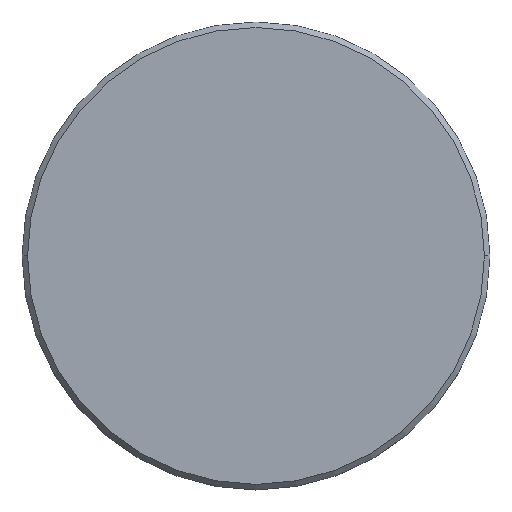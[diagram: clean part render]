
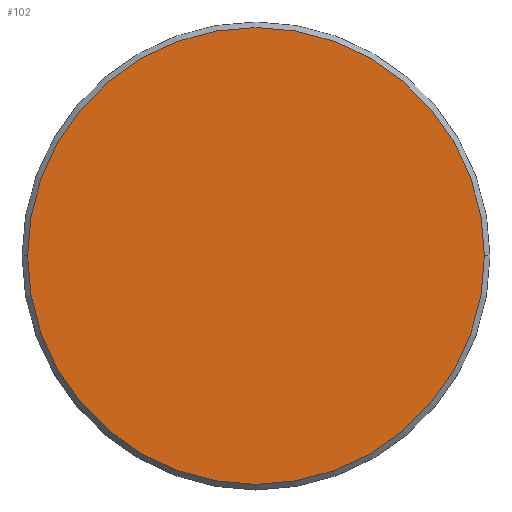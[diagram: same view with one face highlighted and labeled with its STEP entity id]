
A CAD part, top view. The second image highlights one B-rep face of the part: STEP entity #102.
In plain terms, the highlighted planar face has unit normal (0, 0, 1).
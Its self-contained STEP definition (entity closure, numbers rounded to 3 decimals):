
#2 = PLANE ( 'NONE',  #56 ) ;
#18 = DIRECTION ( 'NONE',  ( 1., 0., 0. ) ) ;
#35 = VERTEX_POINT ( 'NONE', #215 ) ;
#37 = ORIENTED_EDGE ( 'NONE', *, *, #47, .T. ) ;
#46 = DIRECTION ( 'NONE',  ( 0., 0., 1. ) ) ;
#47 = EDGE_CURVE ( 'NONE', #55, #35, #209, .T. ) ;
#55 = VERTEX_POINT ( 'NONE', #235 ) ;
#56 = AXIS2_PLACEMENT_3D ( 'NONE', #223, #183, #116 ) ;
#74 = FACE_OUTER_BOUND ( 'NONE', #158, .T. ) ;
#102 = ADVANCED_FACE ( 'NONE', ( #74 ), #2, .T. ) ;
#110 = CARTESIAN_POINT ( 'NONE',  ( 0., 0., 3.5 ) ) ;
#116 = DIRECTION ( 'NONE',  ( 1., 0., 0. ) ) ;
#131 = DIRECTION ( 'NONE',  ( 0., 0., 1. ) ) ;
#158 = EDGE_LOOP ( 'NONE', ( #226, #37 ) ) ;
#172 = DIRECTION ( 'NONE',  ( 1., 0., 0. ) ) ;
#183 = DIRECTION ( 'NONE',  ( 0., 0., 1. ) ) ;
#195 = AXIS2_PLACEMENT_3D ( 'NONE', #208, #46, #172 ) ;
#197 = EDGE_CURVE ( 'NONE', #35, #55, #233, .T. ) ;
#208 = CARTESIAN_POINT ( 'NONE',  ( 0., 0., 3.5 ) ) ;
#209 = CIRCLE ( 'NONE', #224, 12.4 ) ;
#215 = CARTESIAN_POINT ( 'NONE',  ( -12.4, 0., 3.5 ) ) ;
#223 = CARTESIAN_POINT ( 'NONE',  ( 0., 0., 3.5 ) ) ;
#224 = AXIS2_PLACEMENT_3D ( 'NONE', #110, #131, #18 ) ;
#226 = ORIENTED_EDGE ( 'NONE', *, *, #197, .T. ) ;
#233 = CIRCLE ( 'NONE', #195, 12.4 ) ;
#235 = CARTESIAN_POINT ( 'NONE',  ( 12.4, 0., 3.5 ) ) ;
